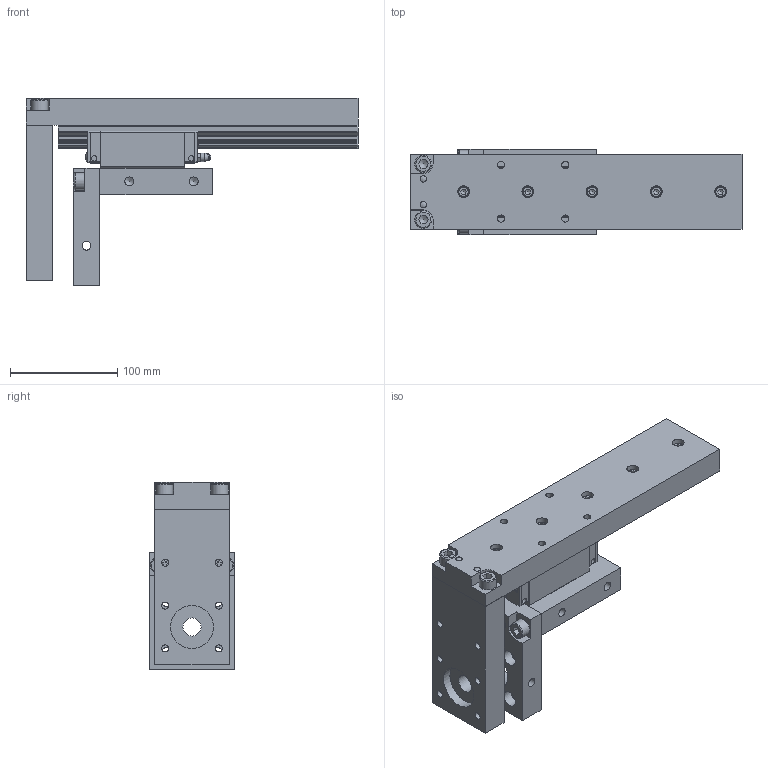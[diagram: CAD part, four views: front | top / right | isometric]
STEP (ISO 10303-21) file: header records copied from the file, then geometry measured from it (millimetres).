
FILE_DESCRIPTION(/* description */ (''),/* implementation_level */ '2;1');
FILE_NAME(/* name */ 'PCG-50-25-I.stp',/* time_stamp */ '2016-01-18T15:58:54+01:00',/* author */ ('kurt'),/* organization */ (''),/* preprocessor_version */ 'ST-DEVELOPER v15.6',/* originating_system */ 'Autodesk Inventor 2015',/* authorisation */ '');
FILE_SCHEMA (('AUTOMOTIVE_DESIGN { 1 0 10303 214 3 1 1 }'));
Length unit declared in the file: millimetre
Products named in the file (10): cilinderplaat dia50; drukplaat dia50-63; geleidingslat LGR25T - I; wagenplaat LGH25HA; HGH25HA; HGR25T-280; DIN 912 - M10 x 1,5 x 30 x 26,25; ISO 2338 - 6 m6 x 35 - ADIN EN; DIN 912 - M6 x 1 x 25 x 22,5; PCG-50-25-I
Assembly tree (23 placements, depth 2):
  PCG-50-25-I
    cilinderplaat dia50
    drukplaat dia50-63
    geleidingslat LGR25T - I
    wagenplaat LGH25HA
    HGH25HA
    HGR25T-280
    DIN 912 - M10 x 1,5 x 30 x 26,25  x4
    ISO 2338 - 6 m6 x 35 - ADIN EN  x4
    DIN 912 - M6 x 1 x 25 x 22,5  x9
Bounding box: 310 x 80 x 175.27 mm (x, y, z)
Volume: 1389700.7 mm3; surface area: 240384.2 mm2
Topology: 23 solids, 26 shells, 772 faces, 1958 edges, 1284 vertices
Faces by surface type: plane 478, cylinder 175, cone 78, torus 34, sphere 5, bspline 2
Full cylindrical faces by diameter (mm): 2.5 x2, 2.8 x2, 5 x17, 6 x22, 6.5 x9, 6.647 x10, 7.3 x2, 7.847 x1, 8.376 x10, 9 x4, 10 x13, 10.3 x1, 11 x13, 15 x4, 16 x4, 17 x1, 40 x2
Entity records: 18386 total; most frequent: CARTESIAN_POINT 3568, DIRECTION 2889, ORIENTED_EDGE 2774, EDGE_CURVE 1387, AXIS2_PLACEMENT_3D 1004, VERTEX_POINT 987, LINE 881, VECTOR 881
